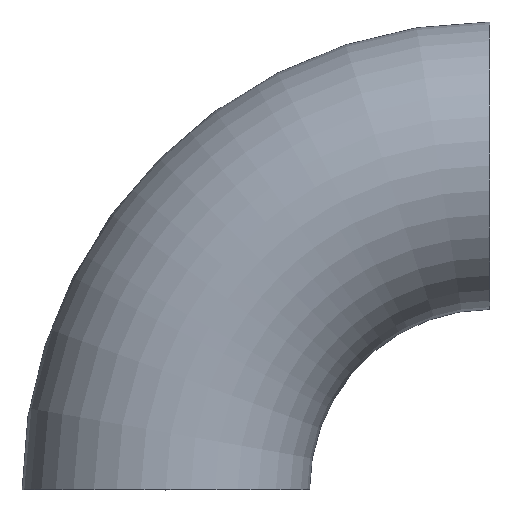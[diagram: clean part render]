
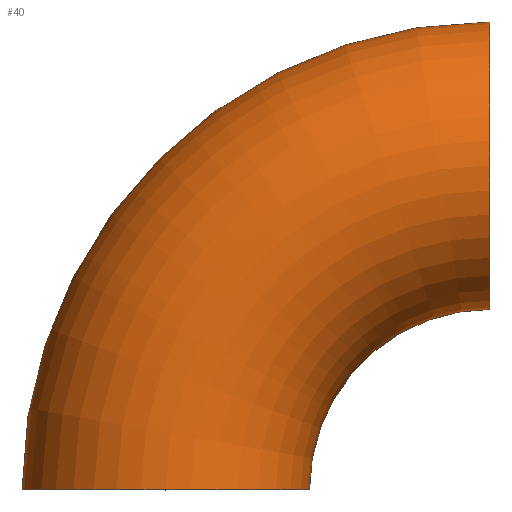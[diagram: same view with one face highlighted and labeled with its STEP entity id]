
A CAD part, top view. The second image highlights one B-rep face of the part: STEP entity #40.
In plain terms, the highlighted toroidal (fillet/blend) face has major radius 38 mm and minor radius 16.85 mm.
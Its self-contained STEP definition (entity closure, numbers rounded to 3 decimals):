
#5 = DIRECTION ( 'NONE',  ( 0., 0., 1. ) ) ;
#17 = EDGE_CURVE ( 'NONE', #200, #124, #28, .T. ) ;
#23 = TOROIDAL_SURFACE ( 'NONE', #102, 38., 16.85 ) ;
#25 = CARTESIAN_POINT ( 'NONE',  ( -16.85, 0., 0. ) ) ;
#28 = CIRCLE ( 'NONE', #133, 54.85 ) ;
#38 = ORIENTED_EDGE ( 'NONE', *, *, #72, .F. ) ;
#40 = ADVANCED_FACE ( 'NONE', ( #207 ), #23, .T. ) ;
#41 = CARTESIAN_POINT ( 'NONE',  ( 16.85, 0., 0. ) ) ;
#47 = CIRCLE ( 'NONE', #244, 16.85 ) ;
#61 = CARTESIAN_POINT ( 'NONE',  ( 38., 0., 0. ) ) ;
#64 = CARTESIAN_POINT ( 'NONE',  ( 38., 21.15, 0. ) ) ;
#67 = VERTEX_POINT ( 'NONE', #64 ) ;
#72 = EDGE_CURVE ( 'NONE', #67, #168, #104, .T. ) ;
#83 = EDGE_CURVE ( 'NONE', #200, #67, #142, .T. ) ;
#84 = DIRECTION ( 'NONE',  ( 1., 0., 0. ) ) ;
#87 = DIRECTION ( 'NONE',  ( 0., 0., 1. ) ) ;
#100 = CARTESIAN_POINT ( 'NONE',  ( 38., 38., 0. ) ) ;
#102 = AXIS2_PLACEMENT_3D ( 'NONE', #61, #5, #240 ) ;
#104 = CIRCLE ( 'NONE', #143, 21.15 ) ;
#110 = ORIENTED_EDGE ( 'NONE', *, *, #147, .T. ) ;
#124 = VERTEX_POINT ( 'NONE', #25 ) ;
#133 = AXIS2_PLACEMENT_3D ( 'NONE', #185, #218, #84 ) ;
#142 = CIRCLE ( 'NONE', #184, 16.85 ) ;
#143 = AXIS2_PLACEMENT_3D ( 'NONE', #220, #198, #159 ) ;
#147 = EDGE_CURVE ( 'NONE', #124, #168, #47, .T. ) ;
#150 = DIRECTION ( 'NONE',  ( 0., 0., 1. ) ) ;
#159 = DIRECTION ( 'NONE',  ( 1., 0., 0. ) ) ;
#168 = VERTEX_POINT ( 'NONE', #41 ) ;
#180 = CARTESIAN_POINT ( 'NONE',  ( 38., 54.85, 0. ) ) ;
#183 = EDGE_LOOP ( 'NONE', ( #232, #241, #110, #38 ) ) ;
#184 = AXIS2_PLACEMENT_3D ( 'NONE', #100, #202, #87 ) ;
#185 = CARTESIAN_POINT ( 'NONE',  ( 38., 0., 0. ) ) ;
#198 = DIRECTION ( 'NONE',  ( 0., 0., 1. ) ) ;
#199 = CARTESIAN_POINT ( 'NONE',  ( 0., 0., 0. ) ) ;
#200 = VERTEX_POINT ( 'NONE', #180 ) ;
#202 = DIRECTION ( 'NONE',  ( 1., 0., 0. ) ) ;
#207 = FACE_OUTER_BOUND ( 'NONE', #183, .T. ) ;
#208 = DIRECTION ( 'NONE',  ( 0., 1., 0. ) ) ;
#218 = DIRECTION ( 'NONE',  ( 0., 0., 1. ) ) ;
#220 = CARTESIAN_POINT ( 'NONE',  ( 38., 0., 0. ) ) ;
#232 = ORIENTED_EDGE ( 'NONE', *, *, #83, .F. ) ;
#240 = DIRECTION ( 'NONE',  ( 1., 0., 0. ) ) ;
#241 = ORIENTED_EDGE ( 'NONE', *, *, #17, .T. ) ;
#244 = AXIS2_PLACEMENT_3D ( 'NONE', #199, #208, #150 ) ;
